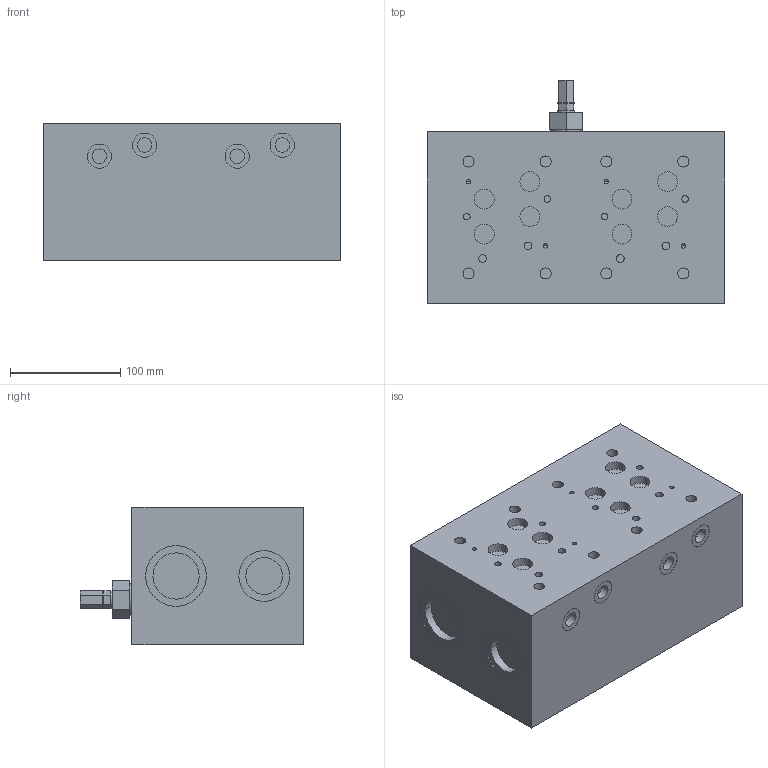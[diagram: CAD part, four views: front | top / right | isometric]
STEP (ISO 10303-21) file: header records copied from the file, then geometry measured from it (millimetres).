
FILE_DESCRIPTION( ( 'STEP AP214' ), '1' );
FILE_NAME( 'tmp0.step', '2009-04-08T08:35:15', ( ' ' ), ( ' ' ), 'XStep 1.0', ' ', ' ' );
FILE_SCHEMA( ( 'automotive_design' ) );
Length unit declared in the file: millimetre
Products named in the file (2): 1; 2
Bounding box: 270 x 203 x 125 mm (x, y, z)
Volume: 5180718.3 mm3; surface area: 213962.2 mm2
Topology: 2 solids, 2 shells, 251 faces, 529 edges, 335 vertices
Faces by surface type: cylinder 122, plane 119, cone 10
Entity records: 13082 total; most frequent: DIRECTION 1314, STYLED_ITEM 1109, PRESENTATION_STYLE_ASSIGNMENT 1109, CARTESIAN_POINT 1109, COLOUR_RGB 1109, ORIENTED_EDGE 1042, AXIS2_PLACEMENT_3D 540, EDGE_CURVE 521
